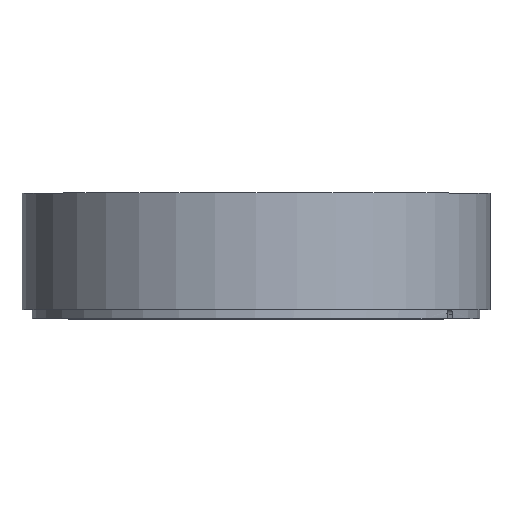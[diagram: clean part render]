
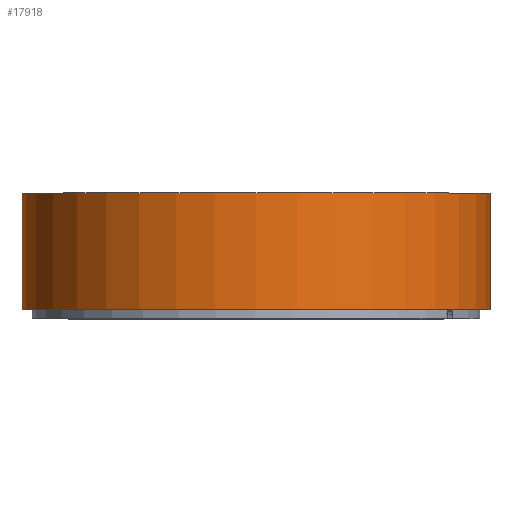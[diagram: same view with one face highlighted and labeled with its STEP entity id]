
A CAD part, top view. The second image highlights one B-rep face of the part: STEP entity #17918.
In plain terms, the highlighted cylindrical face has radius 102.5 mm (diameter 205 mm), a full revolution.
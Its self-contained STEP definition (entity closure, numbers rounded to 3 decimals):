
#2325=FACE_OUTER_BOUND('',#3253,.T.);
#3253=EDGE_LOOP('',(#16397,#16398,#16399,#16400,#16401));
#4702=LINE('',#36481,#6185);
#6185=VECTOR('',#23066,102.5);
#6824=CIRCLE('',#19265,102.5);
#6825=CIRCLE('',#19266,102.5);
#6826=CIRCLE('',#19267,102.5);
#8746=VERTEX_POINT('',#36478);
#8747=VERTEX_POINT('',#36480);
#8748=VERTEX_POINT('',#36482);
#11326=EDGE_CURVE('',#8746,#8746,#6824,.T.);
#11327=EDGE_CURVE('',#8746,#8747,#4702,.T.);
#11328=EDGE_CURVE('',#8747,#8748,#6825,.T.);
#11329=EDGE_CURVE('',#8748,#8747,#6826,.T.);
#16397=ORIENTED_EDGE('',*,*,#11326,.T.);
#16398=ORIENTED_EDGE('',*,*,#11327,.T.);
#16399=ORIENTED_EDGE('',*,*,#11328,.T.);
#16400=ORIENTED_EDGE('',*,*,#11329,.T.);
#16401=ORIENTED_EDGE('',*,*,#11327,.F.);
#17198=CYLINDRICAL_SURFACE('',#19264,102.5);
#17918=ADVANCED_FACE('',(#2325),#17198,.T.);
#19264=AXIS2_PLACEMENT_3D('',#36477,#23062,#23063);
#19265=AXIS2_PLACEMENT_3D('',#36479,#23064,#23065);
#19266=AXIS2_PLACEMENT_3D('',#36483,#23067,#23068);
#19267=AXIS2_PLACEMENT_3D('',#36484,#23069,#23070);
#23062=DIRECTION('center_axis',(0.,-1.,0.));
#23063=DIRECTION('ref_axis',(1.,0.,0.));
#23064=DIRECTION('center_axis',(0.,1.,0.));
#23065=DIRECTION('ref_axis',(1.,0.,0.));
#23066=DIRECTION('',(0.,1.,0.));
#23067=DIRECTION('center_axis',(0.,-1.,0.));
#23068=DIRECTION('ref_axis',(1.,0.,0.));
#23069=DIRECTION('center_axis',(0.,-1.,0.));
#23070=DIRECTION('ref_axis',(1.,0.,0.));
#36477=CARTESIAN_POINT('Origin',(0.,6.95,0.));
#36478=CARTESIAN_POINT('',(-102.5,-41.,0.));
#36479=CARTESIAN_POINT('Origin',(0.,-41.,0.));
#36480=CARTESIAN_POINT('',(-102.5,10.,0.));
#36481=CARTESIAN_POINT('',(-102.5,6.95,0.));
#36482=CARTESIAN_POINT('',(102.5,10.,0.));
#36483=CARTESIAN_POINT('Origin',(0.,10.,0.));
#36484=CARTESIAN_POINT('Origin',(0.,10.,0.));
